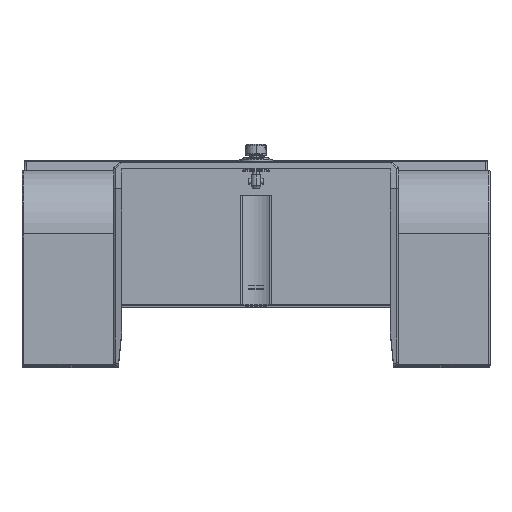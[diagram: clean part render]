
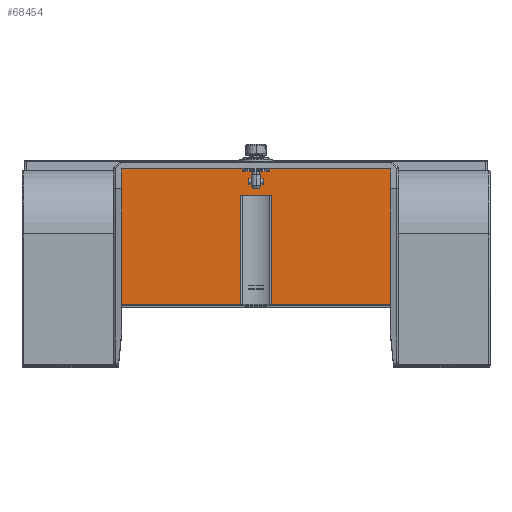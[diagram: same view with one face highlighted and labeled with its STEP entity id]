
A CAD part, top view. The second image highlights one B-rep face of the part: STEP entity #68454.
In plain terms, the highlighted planar face has unit normal (0, 0, 1).
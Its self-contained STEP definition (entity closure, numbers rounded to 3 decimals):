
#6128=DIRECTION('',(0.,-1.,0.));
#6129=VECTOR('',#6128,40.8);
#6130=CARTESIAN_POINT('',(-40.3,-2.35,166.));
#6131=LINE('',#6130,#6129);
#6475=DIRECTION('',(-1.,0.,0.));
#6476=VECTOR('',#6475,35.782);
#6477=CARTESIAN_POINT('',(-4.518,-43.15,166.));
#6478=LINE('',#6477,#6476);
#6479=DIRECTION('',(-1.,0.,0.));
#6480=VECTOR('',#6479,35.782);
#6481=CARTESIAN_POINT('',(40.3,-43.15,166.));
#6482=LINE('',#6481,#6480);
#6483=DIRECTION('',(0.,-1.,0.));
#6484=VECTOR('',#6483,32.8);
#6485=CARTESIAN_POINT('',(4.518,-10.35,166.));
#6486=LINE('',#6485,#6484);
#6487=DIRECTION('',(0.,1.,0.));
#6488=VECTOR('',#6487,32.8);
#6489=CARTESIAN_POINT('',(-4.518,-43.15,166.));
#6490=LINE('',#6489,#6488);
#6566=DIRECTION('',(1.,0.,0.));
#6567=VECTOR('',#6566,9.035);
#6568=CARTESIAN_POINT('',(-4.518,-10.35,166.));
#6569=LINE('',#6568,#6567);
#6594=DIRECTION('',(0.,-1.,0.));
#6595=VECTOR('',#6594,40.8);
#6596=CARTESIAN_POINT('',(40.3,-2.35,166.));
#6597=LINE('',#6596,#6595);
#6937=DIRECTION('',(1.,0.,0.));
#6938=VECTOR('',#6937,80.6);
#6939=CARTESIAN_POINT('',(-40.3,-2.35,166.));
#6940=LINE('',#6939,#6938);
#58181=CARTESIAN_POINT('',(-40.3,-2.35,166.));
#58182=CARTESIAN_POINT('',(40.3,-2.35,166.));
#58183=VERTEX_POINT('',#58181);
#58184=VERTEX_POINT('',#58182);
#58193=CARTESIAN_POINT('',(4.518,-10.35,166.));
#58194=VERTEX_POINT('',#58193);
#58195=CARTESIAN_POINT('',(-4.518,-10.35,166.));
#58196=VERTEX_POINT('',#58195);
#60526=CARTESIAN_POINT('',(-4.518,-43.15,166.));
#60527=CARTESIAN_POINT('',(-40.3,-43.15,166.));
#60528=VERTEX_POINT('',#60526);
#60529=VERTEX_POINT('',#60527);
#60544=CARTESIAN_POINT('',(4.518,-43.15,166.));
#60545=VERTEX_POINT('',#60544);
#60548=CARTESIAN_POINT('',(40.3,-43.15,166.));
#60549=VERTEX_POINT('',#60548);
#68432=CARTESIAN_POINT('',(40.3,-2.35,166.));
#68433=DIRECTION('',(0.,0.,1.));
#68434=DIRECTION('',(-1.,0.,0.));
#68435=AXIS2_PLACEMENT_3D('',#68432,#68433,#68434);
#68436=PLANE('',#68435);
#68438=ORIENTED_EDGE('',*,*,#68437,.T.);
#68439=ORIENTED_EDGE('',*,*,#68235,.F.);
#68441=ORIENTED_EDGE('',*,*,#68440,.T.);
#68443=ORIENTED_EDGE('',*,*,#68442,.T.);
#68445=ORIENTED_EDGE('',*,*,#68444,.T.);
#68447=ORIENTED_EDGE('',*,*,#68446,.F.);
#68449=ORIENTED_EDGE('',*,*,#68448,.F.);
#68451=ORIENTED_EDGE('',*,*,#68450,.F.);
#68452=EDGE_LOOP('',(#68438,#68439,#68441,#68443,#68445,#68447,#68449,#68451));
#68453=FACE_OUTER_BOUND('',#68452,.F.);
#68454=ADVANCED_FACE('',(#68453),#68436,.T.);
#68235=EDGE_CURVE('',#58183,#60529,#6131,.T.);
#68437=EDGE_CURVE('',#60528,#60529,#6478,.T.);
#68440=EDGE_CURVE('',#58183,#58184,#6940,.T.);
#68442=EDGE_CURVE('',#58184,#60549,#6597,.T.);
#68444=EDGE_CURVE('',#60549,#60545,#6482,.T.);
#68446=EDGE_CURVE('',#58194,#60545,#6486,.T.);
#68448=EDGE_CURVE('',#58196,#58194,#6569,.T.);
#68450=EDGE_CURVE('',#60528,#58196,#6490,.T.);
